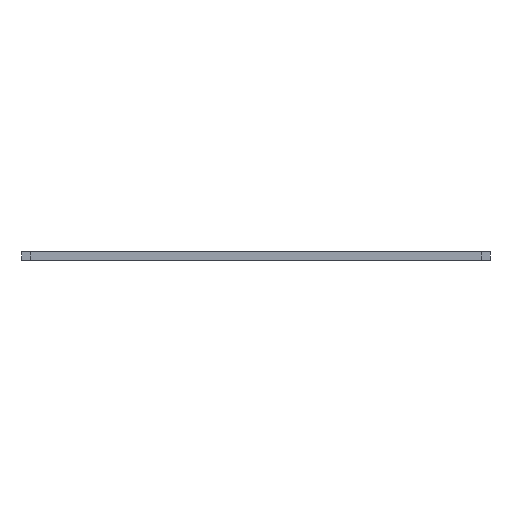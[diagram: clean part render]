
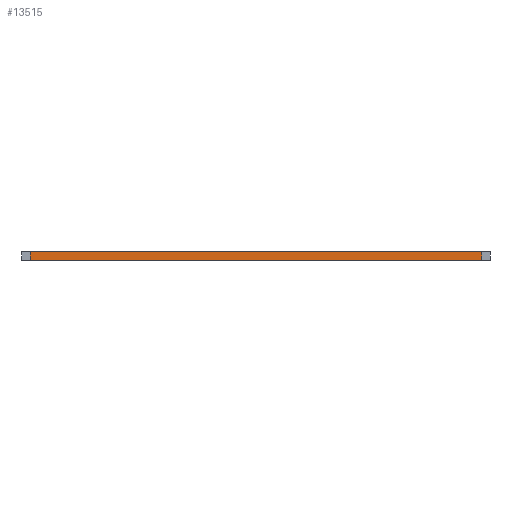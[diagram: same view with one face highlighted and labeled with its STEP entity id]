
A CAD part, left-side view. The second image highlights one B-rep face of the part: STEP entity #13515.
In plain terms, the highlighted planar face has unit normal (-1, 0, 0).
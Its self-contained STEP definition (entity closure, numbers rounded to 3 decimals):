
#417 = VECTOR ( 'NONE', #12303, 1000. ) ;
#561 = LINE ( 'NONE', #2106, #10447 ) ;
#1702 = FACE_OUTER_BOUND ( 'NONE', #1986, .T. ) ;
#1986 = EDGE_LOOP ( 'NONE', ( #14833, #10984, #6271, #6279 ) ) ;
#2106 = CARTESIAN_POINT ( 'NONE',  ( -91.5, -38., 0. ) ) ;
#2231 = EDGE_CURVE ( 'NONE', #4731, #12061, #561, .T. ) ;
#2774 = CARTESIAN_POINT ( 'NONE',  ( -91.5, -38., 0. ) ) ;
#3375 = DIRECTION ( 'NONE',  ( 0., -1., 0. ) ) ;
#4482 = CARTESIAN_POINT ( 'NONE',  ( -91.5, -38., 8. ) ) ;
#4528 = LINE ( 'NONE', #4482, #13391 ) ;
#4731 = VERTEX_POINT ( 'NONE', #7667 ) ;
#5647 = DIRECTION ( 'NONE',  ( 0., 0., 1. ) ) ;
#6045 = CARTESIAN_POINT ( 'NONE',  ( -91.5, -38., 8. ) ) ;
#6271 = ORIENTED_EDGE ( 'NONE', *, *, #2231, .T. ) ;
#6279 = ORIENTED_EDGE ( 'NONE', *, *, #9660, .T. ) ;
#6340 = CARTESIAN_POINT ( 'NONE',  ( -91.5, 412.3, 8. ) ) ;
#7667 = CARTESIAN_POINT ( 'NONE',  ( -91.5, 412.3, 0. ) ) ;
#8592 = LINE ( 'NONE', #2774, #417 ) ;
#9422 = CARTESIAN_POINT ( 'NONE',  ( -91.5, -38., 0. ) ) ;
#9660 = EDGE_CURVE ( 'NONE', #12061, #17165, #8592, .T. ) ;
#9784 = LINE ( 'NONE', #13550, #13818 ) ;
#10447 = VECTOR ( 'NONE', #11479, 1000. ) ;
#10869 = VERTEX_POINT ( 'NONE', #6340 ) ;
#10984 = ORIENTED_EDGE ( 'NONE', *, *, #16343, .F. ) ;
#11479 = DIRECTION ( 'NONE',  ( 0., -1., 0. ) ) ;
#12061 = VERTEX_POINT ( 'NONE', #9422 ) ;
#12110 = AXIS2_PLACEMENT_3D ( 'NONE', #16098, #13409, #14839 ) ;
#12303 = DIRECTION ( 'NONE',  ( 0., 0., 1. ) ) ;
#13391 = VECTOR ( 'NONE', #3375, 1000. ) ;
#13409 = DIRECTION ( 'NONE',  ( -1., 0., 0. ) ) ;
#13515 = ADVANCED_FACE ( 'NONE', ( #1702 ), #17291, .T. ) ;
#13550 = CARTESIAN_POINT ( 'NONE',  ( -91.5, 412.3, 0. ) ) ;
#13818 = VECTOR ( 'NONE', #5647, 1000. ) ;
#14372 = EDGE_CURVE ( 'NONE', #10869, #17165, #4528, .T. ) ;
#14833 = ORIENTED_EDGE ( 'NONE', *, *, #14372, .F. ) ;
#14839 = DIRECTION ( 'NONE',  ( 0., 0., 1. ) ) ;
#16098 = CARTESIAN_POINT ( 'NONE',  ( -91.5, -38., 0. ) ) ;
#16343 = EDGE_CURVE ( 'NONE', #4731, #10869, #9784, .T. ) ;
#17165 = VERTEX_POINT ( 'NONE', #6045 ) ;
#17291 = PLANE ( 'NONE',  #12110 ) ;
